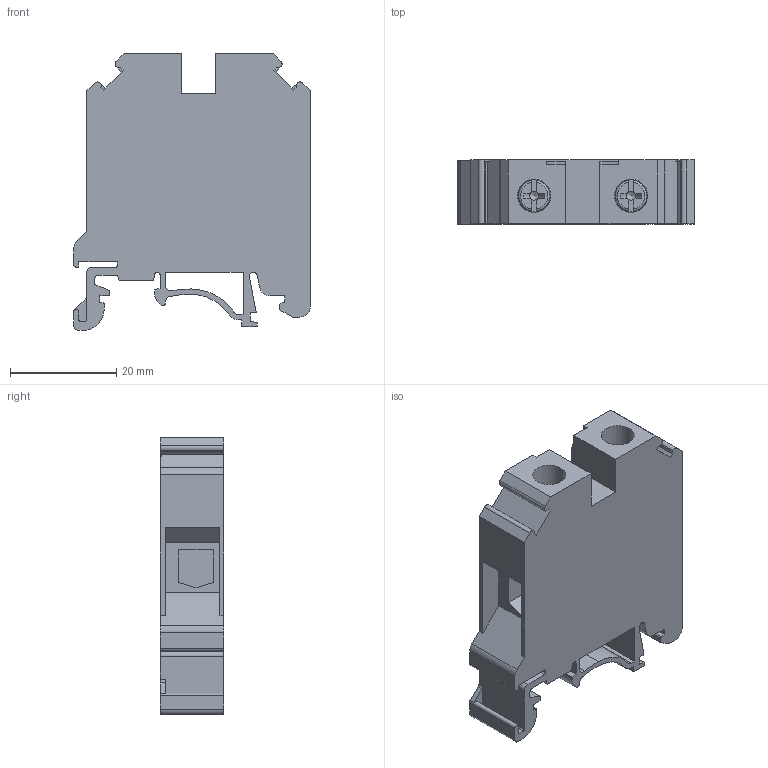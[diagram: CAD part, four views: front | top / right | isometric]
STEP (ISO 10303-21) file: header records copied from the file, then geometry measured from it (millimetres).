
FILE_DESCRIPTION(/* description */ ('Unknown'),/* implementation_level */ '2;1');
FILE_NAME(/* name */ 'KUT16_3D_SOLID',/* time_stamp */ '2025-08-06T15:47:41+05:00',/* author */ ('Unknown'),/* organization */ ('Unknown'),/* preprocessor_version */ 'ST-DEVELOPER v16.7',/* originating_system */ 'Solid Edge',/* authorisation */ 'Unknown');
FILE_SCHEMA (('AUTOMOTIVE_DESIGN {1 0 10303 214 3 1 1}'));
Length unit declared in the file: millimetre
Products named in the file (1): KUT16_3D_SOLID
Bounding box: 44.5 x 12 x 52 mm (x, y, z)
Volume: 18700.3 mm3; surface area: 8685.3 mm2
Topology: 1 solids, 1 shells, 196 faces, 557 edges, 370 vertices
Faces by surface type: plane 136, cylinder 46, cone 8, torus 6
Full cylindrical faces by diameter (mm): 6.2 x2
Entity records: 7652 total; most frequent: CARTESIAN_POINT 1170, ORIENTED_EDGE 1078, DIRECTION 1028, EDGE_CURVE 539, LINE 396, VECTOR 396, VERTEX_POINT 362, AXIS2_PLACEMENT_3D 316
